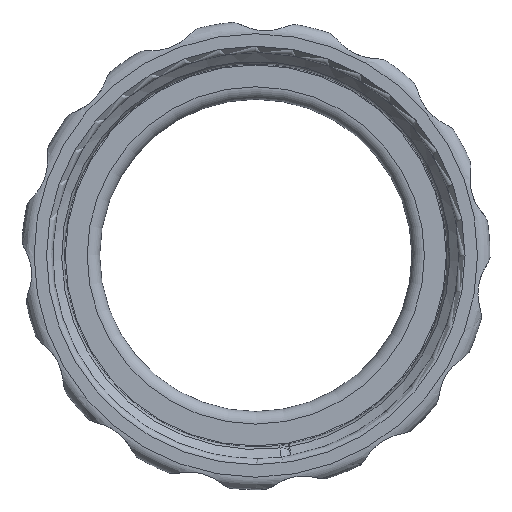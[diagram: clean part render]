
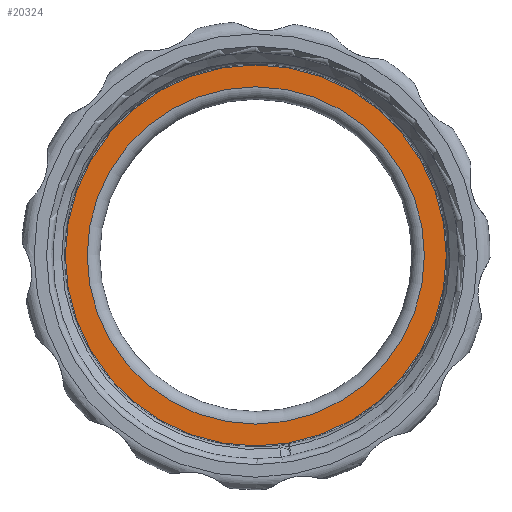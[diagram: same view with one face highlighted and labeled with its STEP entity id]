
A CAD part, front view. The second image highlights one B-rep face of the part: STEP entity #20324.
In plain terms, the highlighted planar face has unit normal (0, -1, 0).
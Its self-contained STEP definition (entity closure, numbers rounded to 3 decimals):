
#17978 = TOROIDAL_SURFACE('',#17979,27.,2.);
#17979 = AXIS2_PLACEMENT_3D('',#17980,#17981,#17982);
#17980 = CARTESIAN_POINT('',(0.,38.5,0.
    ));
#17981 = DIRECTION('',(0.,-1.,0.));
#17982 = DIRECTION('',(0.174,0.,-0.985
    ));
#19380 = TOROIDAL_SURFACE('',#19381,30.5,2.);
#19381 = AXIS2_PLACEMENT_3D('',#19382,#19383,#19384);
#19382 = CARTESIAN_POINT('',(0.,34.5,0.
    ));
#19383 = DIRECTION('',(0.,-1.,0.));
#19384 = DIRECTION('',(0.174,0.,-0.985
    ));
#19608 = VERTEX_POINT('',#19609);
#19609 = CARTESIAN_POINT('',(4.689,36.5,-26.59));
#19631 = EDGE_CURVE('',#19608,#19608,#19632,.T.);
#19632 = SURFACE_CURVE('',#19633,(#19638,#19645),.PCURVE_S1.);
#19633 = CIRCLE('',#19634,27.);
#19634 = AXIS2_PLACEMENT_3D('',#19635,#19636,#19637);
#19635 = CARTESIAN_POINT('',(0.,36.5,0.)
  );
#19636 = DIRECTION('',(0.,1.,0.));
#19637 = DIRECTION('',(0.174,0.,-0.985
    ));
#19638 = PCURVE('',#17978,#19639);
#19639 = DEFINITIONAL_REPRESENTATION('',(#19640),#19644);
#19640 = LINE('',#19641,#19642);
#19641 = CARTESIAN_POINT('',(-0.,1.571));
#19642 = VECTOR('',#19643,1.);
#19643 = DIRECTION('',(-1.,0.));
#19644 = ( GEOMETRIC_REPRESENTATION_CONTEXT(2) 
PARAMETRIC_REPRESENTATION_CONTEXT() REPRESENTATION_CONTEXT('2D SPACE',''
  ) );
#19645 = PCURVE('',#19646,#19651);
#19646 = PLANE('',#19647);
#19647 = AXIS2_PLACEMENT_3D('',#19648,#19649,#19650);
#19648 = CARTESIAN_POINT('',(0.,36.5,0.)
  );
#19649 = DIRECTION('',(0.,-1.,0.));
#19650 = DIRECTION('',(-0.174,0.,
    0.985));
#19651 = DEFINITIONAL_REPRESENTATION('',(#19652),#19660);
#19652 = ( BOUNDED_CURVE() B_SPLINE_CURVE(2,(#19653,#19654,#19655,#19656
    ,#19657,#19658,#19659),.UNSPECIFIED.,.T.,.F.) 
B_SPLINE_CURVE_WITH_KNOTS((1,2,2,2,2,1),(-2.094,0.,
    2.094,4.189,6.283,8.378),
.UNSPECIFIED.) CURVE() GEOMETRIC_REPRESENTATION_ITEM() 
RATIONAL_B_SPLINE_CURVE((1.,0.5,1.,0.5,1.,0.5,1.)) REPRESENTATION_ITEM(
  '') );
#19653 = CARTESIAN_POINT('',(-27.,0.));
#19654 = CARTESIAN_POINT('',(-27.,46.765));
#19655 = CARTESIAN_POINT('',(13.5,23.383));
#19656 = CARTESIAN_POINT('',(54.,0.));
#19657 = CARTESIAN_POINT('',(13.5,-23.383));
#19658 = CARTESIAN_POINT('',(-27.,-46.765));
#19659 = CARTESIAN_POINT('',(-27.,0.));
#19660 = ( GEOMETRIC_REPRESENTATION_CONTEXT(2) 
PARAMETRIC_REPRESENTATION_CONTEXT() REPRESENTATION_CONTEXT('2D SPACE',''
  ) );
#19884 = EDGE_CURVE('',#19885,#19885,#19887,.T.);
#19885 = VERTEX_POINT('',#19886);
#19886 = CARTESIAN_POINT('',(5.296,36.5,-30.037));
#19887 = SURFACE_CURVE('',#19888,(#19893,#19900),.PCURVE_S1.);
#19888 = CIRCLE('',#19889,30.5);
#19889 = AXIS2_PLACEMENT_3D('',#19890,#19891,#19892);
#19890 = CARTESIAN_POINT('',(0.,36.5,0.)
  );
#19891 = DIRECTION('',(0.,1.,0.));
#19892 = DIRECTION('',(0.174,0.,-0.985
    ));
#19893 = PCURVE('',#19380,#19894);
#19894 = DEFINITIONAL_REPRESENTATION('',(#19895),#19899);
#19895 = LINE('',#19896,#19897);
#19896 = CARTESIAN_POINT('',(-0.,4.712));
#19897 = VECTOR('',#19898,1.);
#19898 = DIRECTION('',(-1.,0.));
#19899 = ( GEOMETRIC_REPRESENTATION_CONTEXT(2) 
PARAMETRIC_REPRESENTATION_CONTEXT() REPRESENTATION_CONTEXT('2D SPACE',''
  ) );
#19900 = PCURVE('',#19646,#19901);
#19901 = DEFINITIONAL_REPRESENTATION('',(#19902),#19910);
#19902 = ( BOUNDED_CURVE() B_SPLINE_CURVE(2,(#19903,#19904,#19905,#19906
    ,#19907,#19908,#19909),.UNSPECIFIED.,.T.,.F.) 
B_SPLINE_CURVE_WITH_KNOTS((1,2,2,2,2,1),(-2.094,0.,
    2.094,4.189,6.283,8.378),
.UNSPECIFIED.) CURVE() GEOMETRIC_REPRESENTATION_ITEM() 
RATIONAL_B_SPLINE_CURVE((1.,0.5,1.,0.5,1.,0.5,1.)) REPRESENTATION_ITEM(
  '') );
#19903 = CARTESIAN_POINT('',(-30.5,0.));
#19904 = CARTESIAN_POINT('',(-30.5,52.828));
#19905 = CARTESIAN_POINT('',(15.25,26.414));
#19906 = CARTESIAN_POINT('',(61.,0.));
#19907 = CARTESIAN_POINT('',(15.25,-26.414));
#19908 = CARTESIAN_POINT('',(-30.5,-52.828));
#19909 = CARTESIAN_POINT('',(-30.5,0.));
#19910 = ( GEOMETRIC_REPRESENTATION_CONTEXT(2) 
PARAMETRIC_REPRESENTATION_CONTEXT() REPRESENTATION_CONTEXT('2D SPACE',''
  ) );
#20324 = ADVANCED_FACE('',(#20325,#20328),#19646,.T.);
#20325 = FACE_BOUND('',#20326,.T.);
#20326 = EDGE_LOOP('',(#20327));
#20327 = ORIENTED_EDGE('',*,*,#19884,.F.);
#20328 = FACE_BOUND('',#20329,.T.);
#20329 = EDGE_LOOP('',(#20330));
#20330 = ORIENTED_EDGE('',*,*,#19631,.T.);
